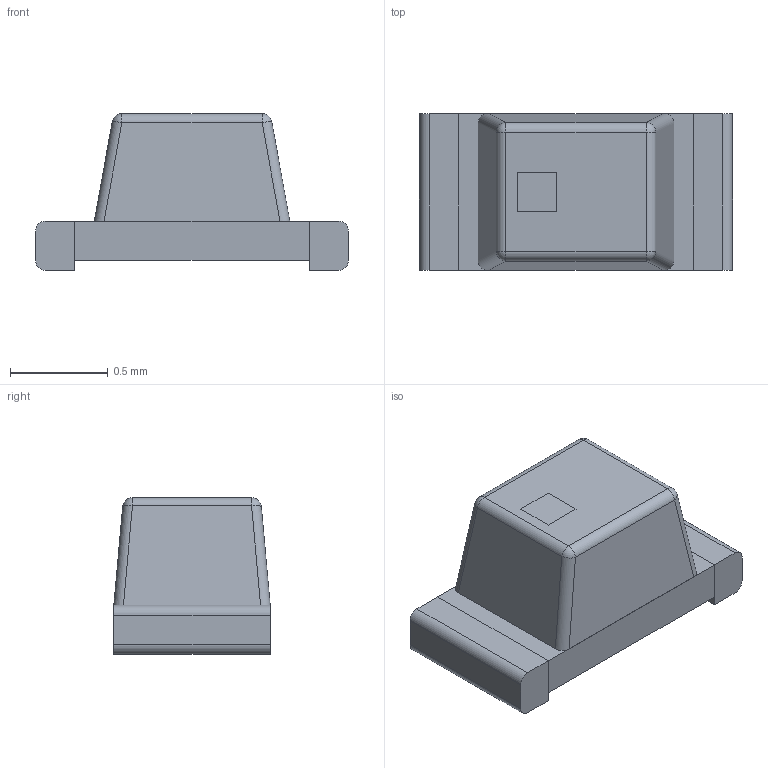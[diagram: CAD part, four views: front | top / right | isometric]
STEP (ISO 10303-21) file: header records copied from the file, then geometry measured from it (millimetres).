
FILE_DESCRIPTION((''),'2;1');
FILE_NAME('LEDC1608X80N_RED.stp','2010-08-11T16:57:58',(''),(''),'Mechanical Desktop 2010','Mechanical Desktop 2010',', , ');
FILE_SCHEMA(('AUTOMOTIVE_DESIGN { 1 2 10303 214 1 1 1 1 }'));
Length unit declared in the file: millimetre
Products named in the file (1): Product
Bounding box: 1.6 x 0.8 x 0.8 mm (x, y, z)
Volume: 0.6 mm3; surface area: 8.5 mm2
Topology: 6 solids, 6 shells, 66 faces, 148 edges, 92 vertices
Faces by surface type: plane 44, cylinder 12, bspline 6, sphere 4
Entity records: 1844 total; most frequent: CARTESIAN_POINT 321, DIRECTION 290, ORIENTED_EDGE 288, EDGE_CURVE 144, VECTOR 120, LINE 120, VERTEX_POINT 92, AXIS2_PLACEMENT_3D 85
